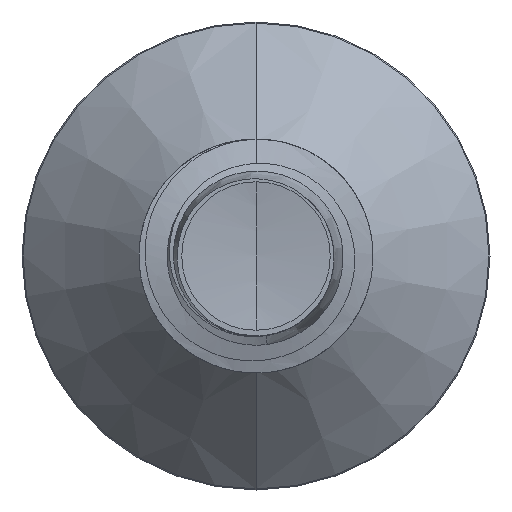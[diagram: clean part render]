
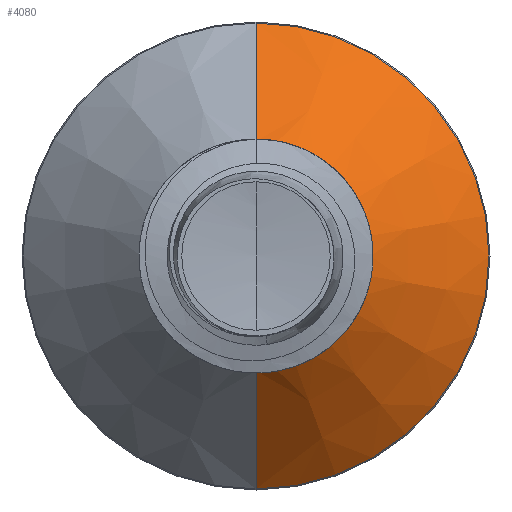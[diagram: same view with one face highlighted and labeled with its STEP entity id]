
A CAD part, front view. The second image highlights one B-rep face of the part: STEP entity #4080.
In plain terms, the highlighted conical face has half-angle 45 degrees and reference radius 1.08 mm.
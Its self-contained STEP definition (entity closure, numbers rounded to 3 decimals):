
#428 = EDGE_LOOP ( 'NONE', ( #10814, #12652, #12955, #13171 ) ) ;
#1034 = CARTESIAN_POINT ( 'NONE',  ( 0., 5.53, 0. ) ) ;
#1047 = LINE ( 'NONE', #2249, #12973 ) ;
#2249 = CARTESIAN_POINT ( 'NONE',  ( 0., 5.53, 1.08 ) ) ;
#2627 = DIRECTION ( 'NONE',  ( 0., 0., 1. ) ) ;
#4080 = ADVANCED_FACE ( 'NONE', ( #18264 ), #5527, .T. ) ;
#4224 = VERTEX_POINT ( 'NONE', #6777 ) ;
#5527 = CONICAL_SURFACE ( 'NONE', #6042, 1.08, 0.785 ) ;
#6006 = CIRCLE ( 'NONE', #7350, 1.08 ) ;
#6042 = AXIS2_PLACEMENT_3D ( 'NONE', #15785, #6707, #12876 ) ;
#6607 = VERTEX_POINT ( 'NONE', #11971 ) ;
#6707 = DIRECTION ( 'NONE',  ( 0., 1., 0. ) ) ;
#6777 = CARTESIAN_POINT ( 'NONE',  ( 0., 5.53, 1.08 ) ) ;
#7329 = CARTESIAN_POINT ( 'NONE',  ( 0., 6.64, 0. ) ) ;
#7350 = AXIS2_PLACEMENT_3D ( 'NONE', #1034, #11932, #2627 ) ;
#7617 = EDGE_CURVE ( 'NONE', #4224, #13163, #6006, .T. ) ;
#7851 = EDGE_CURVE ( 'NONE', #9222, #6607, #14220, .T. ) ;
#8865 = DIRECTION ( 'NONE',  ( 0., 0., 1. ) ) ;
#9222 = VERTEX_POINT ( 'NONE', #17971 ) ;
#9274 = EDGE_CURVE ( 'NONE', #13163, #6607, #15381, .T. ) ;
#10814 = ORIENTED_EDGE ( 'NONE', *, *, #7617, .T. ) ;
#11932 = DIRECTION ( 'NONE',  ( 0., 1., 0. ) ) ;
#11971 = CARTESIAN_POINT ( 'NONE',  ( 0., 6.64, -2.19 ) ) ;
#12480 = CARTESIAN_POINT ( 'NONE',  ( 0., 5.53, -1.08 ) ) ;
#12652 = ORIENTED_EDGE ( 'NONE', *, *, #9274, .T. ) ;
#12876 = DIRECTION ( 'NONE',  ( 0., 0., 1. ) ) ;
#12955 = ORIENTED_EDGE ( 'NONE', *, *, #7851, .F. ) ;
#12973 = VECTOR ( 'NONE', #14660, 1000. ) ;
#13163 = VERTEX_POINT ( 'NONE', #12480 ) ;
#13171 = ORIENTED_EDGE ( 'NONE', *, *, #17913, .F. ) ;
#14220 = CIRCLE ( 'NONE', #19674, 2.19 ) ;
#14660 = DIRECTION ( 'NONE',  ( 0., 0.707, 0.707 ) ) ;
#14931 = VECTOR ( 'NONE', #19629, 1000. ) ;
#14995 = CARTESIAN_POINT ( 'NONE',  ( 0., 5.53, -1.08 ) ) ;
#15381 = LINE ( 'NONE', #14995, #14931 ) ;
#15785 = CARTESIAN_POINT ( 'NONE',  ( 0., 5.53, 0. ) ) ;
#17913 = EDGE_CURVE ( 'NONE', #4224, #9222, #1047, .T. ) ;
#17971 = CARTESIAN_POINT ( 'NONE',  ( 0., 6.64, 2.19 ) ) ;
#18058 = DIRECTION ( 'NONE',  ( 0., 1., 0. ) ) ;
#18264 = FACE_OUTER_BOUND ( 'NONE', #428, .T. ) ;
#19629 = DIRECTION ( 'NONE',  ( 0., 0.707, -0.707 ) ) ;
#19674 = AXIS2_PLACEMENT_3D ( 'NONE', #7329, #18058, #8865 ) ;
